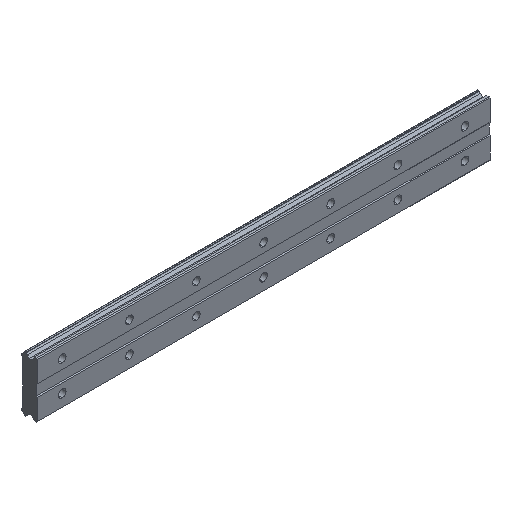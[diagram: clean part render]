
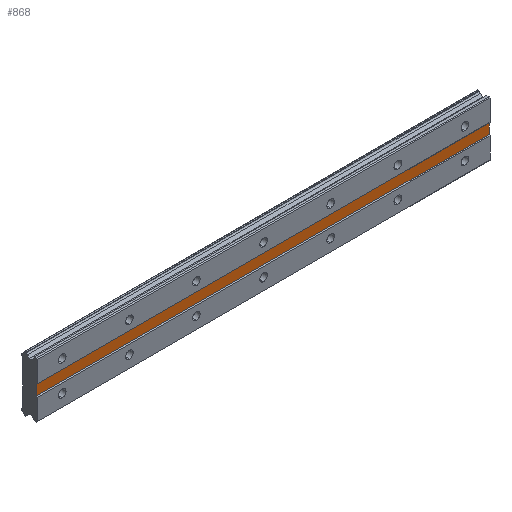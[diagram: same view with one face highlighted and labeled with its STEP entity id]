
A CAD part, isometric view. The second image highlights one B-rep face of the part: STEP entity #868.
In plain terms, the highlighted planar face has unit normal (0, -1, 0).
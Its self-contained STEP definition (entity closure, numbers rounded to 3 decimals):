
#1 = VECTOR ( 'NONE', #846, 1000. ) ;
#25 = ORIENTED_EDGE ( 'NONE', *, *, #916, .T. ) ;
#75 = FACE_OUTER_BOUND ( 'NONE', #822, .T. ) ;
#120 = LINE ( 'NONE', #628, #2902 ) ;
#195 = CARTESIAN_POINT ( 'NONE',  ( 255., 0.5, 3. ) ) ;
#218 = VERTEX_POINT ( 'NONE', #195 ) ;
#226 = DIRECTION ( 'NONE',  ( 0., 0., -1. ) ) ;
#283 = LINE ( 'NONE', #1242, #1008 ) ;
#610 = LINE ( 'NONE', #3182, #1 ) ;
#628 = CARTESIAN_POINT ( 'NONE',  ( 255., 0.5, -3. ) ) ;
#643 = DIRECTION ( 'NONE',  ( 0., 1., 0. ) ) ;
#822 = EDGE_LOOP ( 'NONE', ( #3322, #2258, #25, #2812 ) ) ;
#846 = DIRECTION ( 'NONE',  ( -1., 0., 0. ) ) ;
#850 = EDGE_CURVE ( 'NONE', #2622, #1689, #120, .T. ) ;
#863 = DIRECTION ( 'NONE',  ( -1., 0., 0. ) ) ;
#868 = ADVANCED_FACE ( 'NONE', ( #75 ), #1908, .F. ) ;
#909 = DIRECTION ( 'NONE',  ( 0., 0., 1. ) ) ;
#916 = EDGE_CURVE ( 'NONE', #218, #991, #610, .T. ) ;
#991 = VERTEX_POINT ( 'NONE', #2294 ) ;
#1008 = VECTOR ( 'NONE', #226, 1000. ) ;
#1137 = CARTESIAN_POINT ( 'NONE',  ( 255., 0.5, 3. ) ) ;
#1242 = CARTESIAN_POINT ( 'NONE',  ( 255., 0.5, 16.615 ) ) ;
#1352 = EDGE_CURVE ( 'NONE', #991, #1689, #1700, .T. ) ;
#1689 = VERTEX_POINT ( 'NONE', #3183 ) ;
#1700 = LINE ( 'NONE', #2691, #2265 ) ;
#1908 = PLANE ( 'NONE',  #1939 ) ;
#1939 = AXIS2_PLACEMENT_3D ( 'NONE', #1137, #643, #909 ) ;
#2196 = DIRECTION ( 'NONE',  ( 0., 0., -1. ) ) ;
#2258 = ORIENTED_EDGE ( 'NONE', *, *, #2881, .F. ) ;
#2265 = VECTOR ( 'NONE', #2196, 1000. ) ;
#2294 = CARTESIAN_POINT ( 'NONE',  ( -15., 0.5, 3. ) ) ;
#2622 = VERTEX_POINT ( 'NONE', #3005 ) ;
#2691 = CARTESIAN_POINT ( 'NONE',  ( -15., 0.5, 16.615 ) ) ;
#2812 = ORIENTED_EDGE ( 'NONE', *, *, #1352, .T. ) ;
#2881 = EDGE_CURVE ( 'NONE', #218, #2622, #283, .T. ) ;
#2902 = VECTOR ( 'NONE', #863, 1000. ) ;
#3005 = CARTESIAN_POINT ( 'NONE',  ( 255., 0.5, -3. ) ) ;
#3182 = CARTESIAN_POINT ( 'NONE',  ( 255., 0.5, 3. ) ) ;
#3183 = CARTESIAN_POINT ( 'NONE',  ( -15., 0.5, -3. ) ) ;
#3322 = ORIENTED_EDGE ( 'NONE', *, *, #850, .F. ) ;
